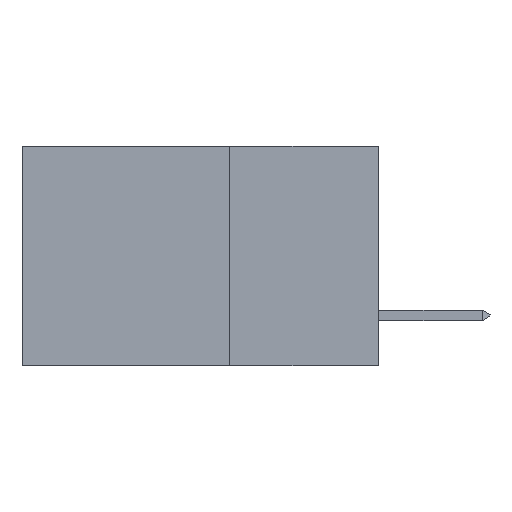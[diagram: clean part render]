
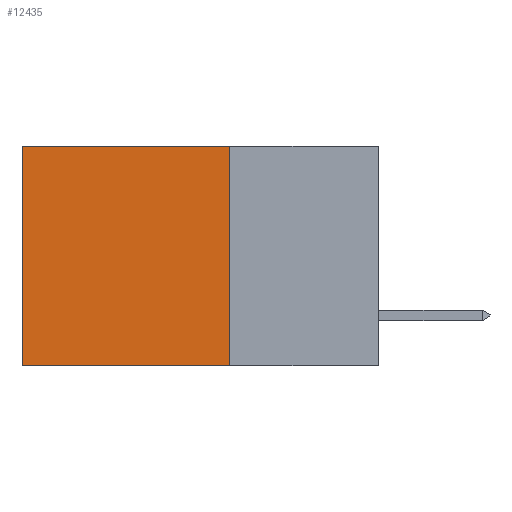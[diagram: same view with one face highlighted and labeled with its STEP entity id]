
A CAD part, left-side view. The second image highlights one B-rep face of the part: STEP entity #12435.
In plain terms, the highlighted planar face has unit normal (-1, 0, 0).
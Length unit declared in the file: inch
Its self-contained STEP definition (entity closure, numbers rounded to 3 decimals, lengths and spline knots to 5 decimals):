
#325 = CARTESIAN_POINT ( 'NONE',  ( 0.2615, 0.25, -0.37 ) ) ;
#911 = CARTESIAN_POINT ( 'NONE',  ( 0.2615, 0.25, -0.37 ) ) ;
#955 = LINE ( 'NONE', #5379, #11057 ) ;
#1960 = DIRECTION ( 'NONE',  ( 0., 0., -1. ) ) ;
#2779 = LINE ( 'NONE', #6997, #9991 ) ;
#4675 = DIRECTION ( 'NONE',  ( 0., 0., -1. ) ) ;
#5120 = VECTOR ( 'NONE', #1960, 39.37008 ) ;
#5224 = ORIENTED_EDGE ( 'NONE', *, *, #14852, .T. ) ;
#5335 = VERTEX_POINT ( 'NONE', #15670 ) ;
#5357 = ORIENTED_EDGE ( 'NONE', *, *, #13995, .T. ) ;
#5379 = CARTESIAN_POINT ( 'NONE',  ( 0.2615, 0.25, -0.37 ) ) ;
#5575 = ORIENTED_EDGE ( 'NONE', *, *, #12285, .F. ) ;
#6997 = CARTESIAN_POINT ( 'NONE',  ( 0.2615, 0.25, 0. ) ) ;
#7075 = DIRECTION ( 'NONE',  ( 0., 0., -1. ) ) ;
#7184 = DIRECTION ( 'NONE',  ( 1., 0., 0. ) ) ;
#7682 = CARTESIAN_POINT ( 'NONE',  ( 0.2615, 0.25, -0.37 ) ) ;
#9266 = LINE ( 'NONE', #17368, #16566 ) ;
#9947 = EDGE_LOOP ( 'NONE', ( #5224, #16064, #5575, #5357 ) ) ;
#9991 = VECTOR ( 'NONE', #13211, 39.37008 ) ;
#11057 = VECTOR ( 'NONE', #17969, 39.37008 ) ;
#11447 = VERTEX_POINT ( 'NONE', #7682 ) ;
#11464 = PLANE ( 'NONE',  #17538 ) ;
#12285 = EDGE_CURVE ( 'NONE', #19620, #11447, #17048, .T. ) ;
#12435 = ADVANCED_FACE ( 'NONE', ( #13186 ), #11464, .F. ) ;
#12743 = CARTESIAN_POINT ( 'NONE',  ( 0.2615, 0.25, 0. ) ) ;
#13186 = FACE_OUTER_BOUND ( 'NONE', #9947, .T. ) ;
#13211 = DIRECTION ( 'NONE',  ( 0., 1., 0. ) ) ;
#13995 = EDGE_CURVE ( 'NONE', #19620, #16031, #2779, .T. ) ;
#14852 = EDGE_CURVE ( 'NONE', #16031, #5335, #9266, .T. ) ;
#15121 = CARTESIAN_POINT ( 'NONE',  ( 0.2615, 0.6, 0. ) ) ;
#15670 = CARTESIAN_POINT ( 'NONE',  ( 0.2615, 0.6, -0.37 ) ) ;
#16031 = VERTEX_POINT ( 'NONE', #15121 ) ;
#16064 = ORIENTED_EDGE ( 'NONE', *, *, #18185, .F. ) ;
#16566 = VECTOR ( 'NONE', #4675, 39.37008 ) ;
#17048 = LINE ( 'NONE', #325, #5120 ) ;
#17368 = CARTESIAN_POINT ( 'NONE',  ( 0.2615, 0.6, -0.37 ) ) ;
#17538 = AXIS2_PLACEMENT_3D ( 'NONE', #911, #7184, #7075 ) ;
#17969 = DIRECTION ( 'NONE',  ( 0., 1., 0. ) ) ;
#18185 = EDGE_CURVE ( 'NONE', #11447, #5335, #955, .T. ) ;
#19620 = VERTEX_POINT ( 'NONE', #12743 ) ;
